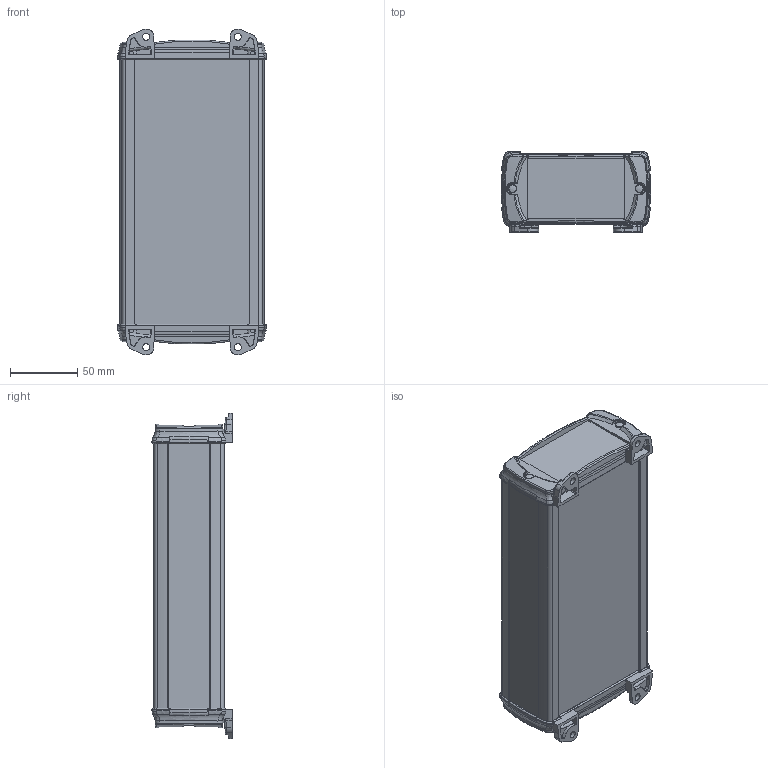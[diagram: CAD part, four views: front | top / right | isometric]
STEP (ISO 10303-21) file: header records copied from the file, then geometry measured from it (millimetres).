
FILE_DESCRIPTION((''),'2;1');
FILE_NAME('83057200.S2_ELPU 1050-0200 DW.stp','2010-02-09T12:59:54',('nowak'),(''),'Autodesk Inventor 2010','Autodesk Inventor 2010','');
FILE_SCHEMA(('AUTOMOTIVE_DESIGN { 1 0 10303 214 1 1 1 1 }'));
Length unit declared in the file: millimetre
Products named in the file (5): ELPU 1050-0100 DW; ELPU 1050_1009053_3DSYM; ELDW 1050_1009061_3D; SHR Z KA30X10 WN 1412 MG_3DSYM; 1003804_3Dsym
Assembly tree (11 placements, depth 2):
  ELPU 1050-0100 DW
    ELPU 1050_1009053_3DSYM
    ELDW 1050_1009061_3D  x2
    SHR Z KA30X10 WN 1412 MG_3DSYM  x4
    1003804_3Dsym  x4
Bounding box: 110.71 x 59.5 x 241.45 mm (x, y, z)
Volume: 172781.3 mm3; surface area: 168616.6 mm2
Topology: 11 solids, 11 shells, 1754 faces, 4612 edges, 2842 vertices
Faces by surface type: bspline 538, plane 531, cylinder 339, cone 170, torus 160, sphere 16
Full cylindrical faces by diameter (mm): 2 x24, 5.3 x6, 5.6 x4, 6.4 x4
Entity records: 43420 total; most frequent: CARTESIAN_POINT 21812, ORIENTED_EDGE 4740, DIRECTION 4143, EDGE_CURVE 2370, AXIS2_PLACEMENT_3D 1567, VERTEX_POINT 1510, VECTOR 1009, LINE 1009
